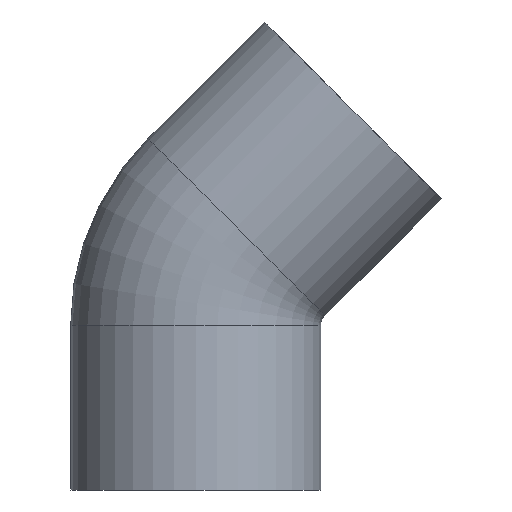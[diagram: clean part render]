
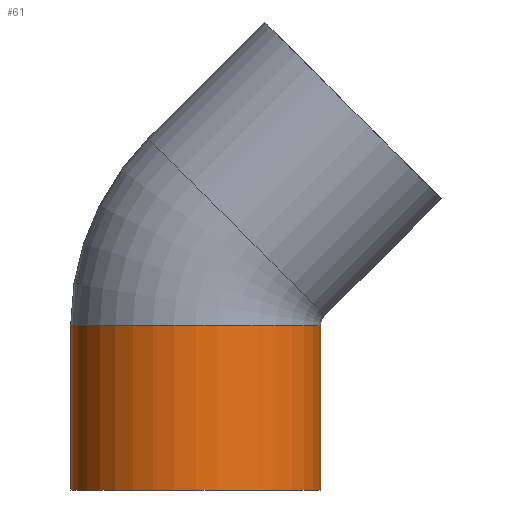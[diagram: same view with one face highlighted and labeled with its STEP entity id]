
A CAD part, front view. The second image highlights one B-rep face of the part: STEP entity #61.
In plain terms, the highlighted cylindrical face has radius 9 mm (diameter 18 mm), a partial arc.
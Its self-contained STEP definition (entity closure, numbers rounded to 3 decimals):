
#61=ADVANCED_FACE('',(#123),#124,.T.);
#123=FACE_OUTER_BOUND('',#183,.T.);
#124=CYLINDRICAL_SURFACE('',#184,9.0);
#183=EDGE_LOOP('',(#285,#286,#287,#288));
#184=AXIS2_PLACEMENT_3D('',#289,#290,#291);
#285=ORIENTED_EDGE('',*,*,#348,.T.);
#286=ORIENTED_EDGE('',*,*,#372,.F.);
#287=ORIENTED_EDGE('',*,*,#350,.T.);
#288=ORIENTED_EDGE('',*,*,#373,.F.);
#289=CARTESIAN_POINT('',(0.0,0.0,5.929));
#290=DIRECTION('',(0.0,0.0,1.0));
#291=DIRECTION('',(1.0,0.0,0.0));
#348=EDGE_CURVE('',#407,#388,#408,.T.);
#350=EDGE_CURVE('',#384,#409,#411,.T.);
#372=EDGE_CURVE('',#384,#388,#441,.T.);
#373=EDGE_CURVE('',#407,#409,#442,.T.);
#384=VERTEX_POINT('',#453);
#388=VERTEX_POINT('',#457);
#407=VERTEX_POINT('',#544);
#408=LINE('',#545,#546);
#409=VERTEX_POINT('',#547);
#411=LINE('',#549,#550);
#441=CIRCLE('',#650,9.0);
#442=CIRCLE('',#651,9.0);
#453=CARTESIAN_POINT('',(-9.0,0.,11.858));
#457=CARTESIAN_POINT('',(9.0,0.,11.858));
#544=CARTESIAN_POINT('',(9.0,0.0,0.0));
#545=CARTESIAN_POINT('',(9.0,0.,5.929));
#546=VECTOR('',#683,1.0);
#547=CARTESIAN_POINT('',(-9.0,0.,0.0));
#549=CARTESIAN_POINT('',(-9.0,0.,5.929));
#550=VECTOR('',#687,1.0);
#650=AXIS2_PLACEMENT_3D('',#716,#717,#718);
#651=AXIS2_PLACEMENT_3D('',#719,#720,#721);
#683=DIRECTION('',(0.0,0.0,1.0));
#687=DIRECTION('',(-0.0,-0.0,-1.0));
#716=CARTESIAN_POINT('',(0.0,0.,11.858));
#717=DIRECTION('',(0.0,-0.0,1.0));
#718=DIRECTION('',(1.0,0.,0.0));
#719=CARTESIAN_POINT('',(0.0,0.0,0.0));
#720=DIRECTION('',(0.0,0.0,-1.0));
#721=DIRECTION('',(1.0,0.0,0.0));
